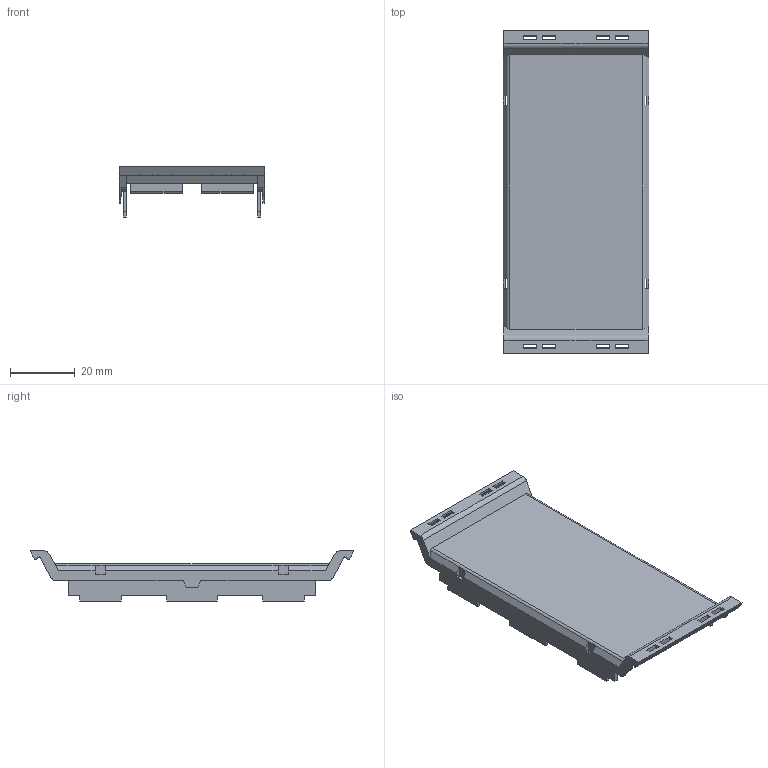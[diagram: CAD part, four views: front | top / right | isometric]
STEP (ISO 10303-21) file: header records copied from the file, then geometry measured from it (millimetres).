
FILE_DESCRIPTION(('CATIA V5R24 STEP','CAx-IF Rec.Pracs.--- Model Styling and Organization---1.2---2011-12-15'),'2;1');
FILE_NAME ('11929579_4', '2017-10-04T08:06:51+00:00', ('Weidmueller Interface'), ('Weidmueller'), 'CATIA Version 5-6 Release 2014 SP4', 'CATIA V5 STEP AP214', 'none');
FILE_SCHEMA(('AUTOMOTIVE_DESIGN { 1 0 10303 214 1 1 1 1 }'));
Length unit declared in the file: millimetre
Products named in the file (1): S3D_CH20M45_FC_GGY
Bounding box: 45 x 100 x 15.5 mm (x, y, z)
Volume: 7312.3 mm3; surface area: 13819.2 mm2
Topology: 1 solids, 1 shells, 231 faces, 844 edges, 601 vertices
Faces by surface type: plane 184, cylinder 44, extrusion 3
Entity records: 8841 total; most frequent: CARTESIAN_POINT 1736, ORIENTED_EDGE 1688, DIRECTION 1071, EDGE_CURVE 844, VECTOR 644, LINE 641, VERTEX_POINT 601, AXIS2_PLACEMENT_3D 294
